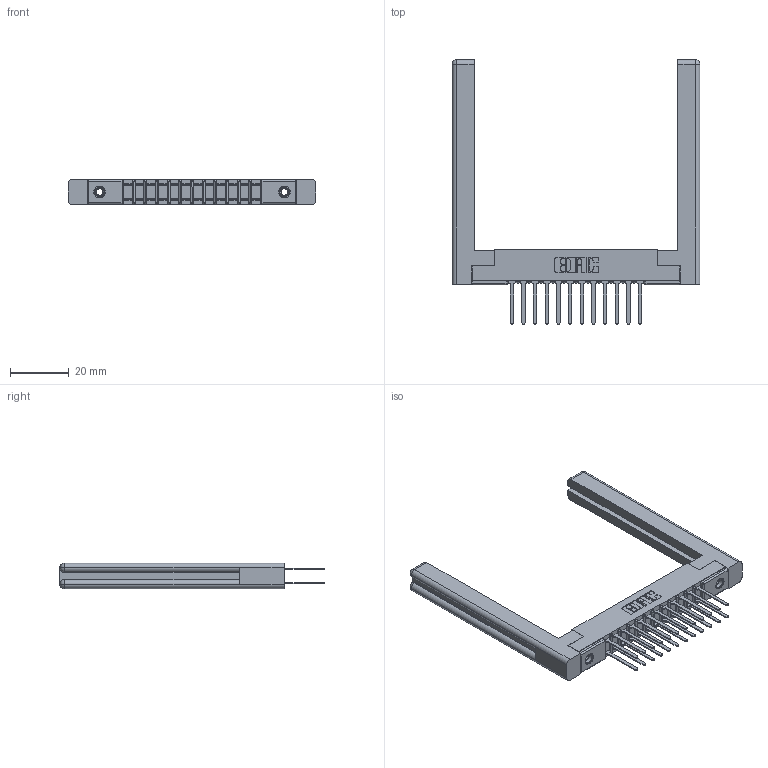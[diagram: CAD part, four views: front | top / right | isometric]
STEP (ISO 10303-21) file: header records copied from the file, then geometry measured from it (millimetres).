
FILE_DESCRIPTION (( 'STEP AP203' ), '1' );
FILE_NAME ('307-024-442-258.STEP', '2020-09-29T05:09:44', ( '' ), ( '' ), 'SwSTEP 2.0', 'SolidWorks 2020', '' );
FILE_SCHEMA (( 'CONFIG_CONTROL_DESIGN' ));
Length unit declared in the file: inch
Products named in the file (5): 307-024-442-258; 307 Part_.156 Dia Mounting Holes; 345-250-001_345-250-001-102; 307-290-001_542; 307-220-058
Assembly tree (29 placements, depth 2):
  307-024-442-258
    307 Part_.156 Dia Mounting Holes
    307-290-001_542  x24
    307-220-058  x2
    345-250-001_345-250-001-102  x2
Bounding box: 84.18 x 89.74 x 8.71 mm (x, y, z)
Volume: 13285.4 mm3; surface area: 14967.4 mm2
Topology: 29 solids, 29 shells, 1377 faces, 3797 edges, 2450 vertices
Faces by surface type: plane 898, cylinder 429, sphere 26, torus 12, cone 12
Entity records: 16971 total; most frequent: CARTESIAN_POINT 2803, ORIENTED_EDGE 2716, DIRECTION 2716, EDGE_CURVE 1358, LINE 1026, VECTOR 1026, VERTEX_POINT 878, AXIS2_PLACEMENT_3D 845
